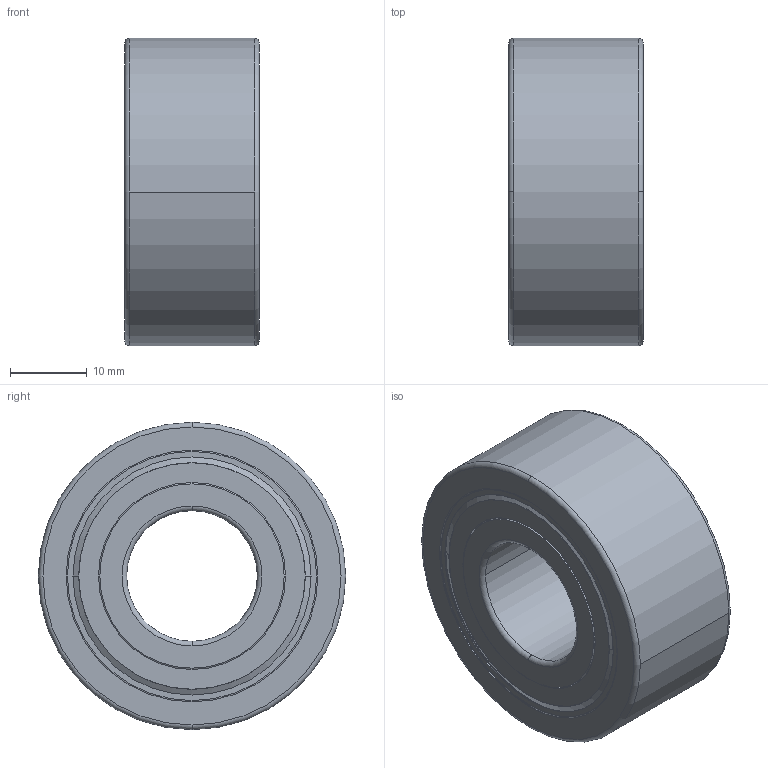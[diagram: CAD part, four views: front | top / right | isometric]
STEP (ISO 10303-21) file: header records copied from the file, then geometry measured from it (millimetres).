
FILE_DESCRIPTION(('HOOPS Exchange Step'),'2;1');
FILE_NAME('export-282C9CEF-50A8-4BF5-BB17-8DA5F542A8E5.stp','2021-04-01T13:43:07+02:00',('Engineering'),('Alibre'),'HOOPS Exchange 2020.1','Alibre','Unknown authorisation');
FILE_SCHEMA( ('AP242_MANAGED_MODEL_BASED_3D_ENGINEERING_MIM_LF {1 0 10303 442 1 1 4 }') );
Length unit declared in the file: millimetre
Products named in the file (7): 567-2 Angular Contact Bearing 5203ZZ 17x40x17.5mm (Double Row); 567-4 Angular Contact Bearing 5203ZZ 17x40x17.5mm (Double Row); 567-6 Angular Contact Bearing 5203ZZ 17x40x17.5mm (Double Row); 567-5 Angular Contact Bearing 5203ZZ 17x40x17.5mm (Double Row); 567-3 Angular Contact Bearing 5203ZZ 17x40x17.5mm (Double Row); 567-1 Angular Contact Bearing 5203ZZ 17x40x17.5mm (Double Row); 567 Angular Contact Bearing 5203ZZ 17x40x17.5mm (Double Row)
Assembly tree (6 placements, depth 2):
  567 Angular Contact Bearing 5203ZZ 17x40x17.5mm (Double Row)
    567-2 Angular Contact Bearing 5203ZZ 17x40x17.5mm (Double Row)
    567-4 Angular Contact Bearing 5203ZZ 17x40x17.5mm (Double Row)
    567-6 Angular Contact Bearing 5203ZZ 17x40x17.5mm (Double Row)
    567-5 Angular Contact Bearing 5203ZZ 17x40x17.5mm (Double Row)
    567-3 Angular Contact Bearing 5203ZZ 17x40x17.5mm (Double Row)
    567-1 Angular Contact Bearing 5203ZZ 17x40x17.5mm (Double Row)
Bounding box: 17.5 x 40 x 40 mm (x, y, z)
Volume: 10784.9 mm3; surface area: 11278.2 mm2
Topology: 6 solids, 6 shells, 130 faces, 328 edges, 200 vertices
Faces by surface type: torus 52, cylinder 28, plane 18, cone 16, sphere 16
Entity records: 5029 total; most frequent: CARTESIAN_POINT 1702, DIRECTION 784, ORIENTED_EDGE 592, AXIS2_PLACEMENT_3D 370, EDGE_CURVE 296, CIRCLE 220, VERTEX_POINT 200, EDGE_LOOP 164
